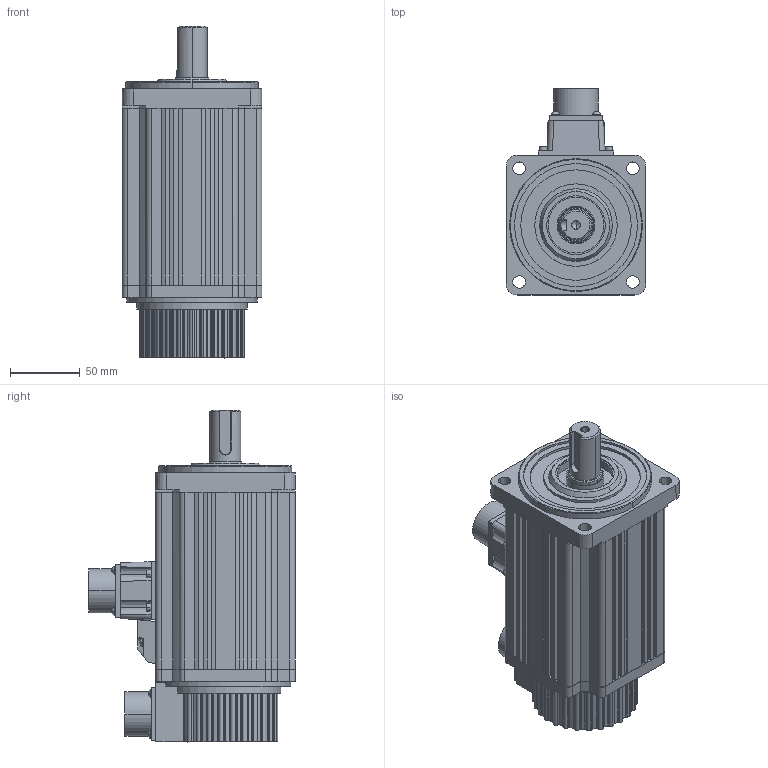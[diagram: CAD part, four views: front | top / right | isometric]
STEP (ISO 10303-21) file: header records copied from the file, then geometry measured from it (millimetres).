
FILE_DESCRIPTION (( 'STEP AP214' ), '1' );
FILE_NAME ('SV2L-x10B coord fxt.STEP', '2022-10-05T12:15:42', ( '' ), ( '' ), 'SwSTEP 2.0', 'SolidWorks 2021', '' );
FILE_SCHEMA (( 'AUTOMOTIVE_DESIGN' ));
Length unit declared in the file: inch
Products named in the file (1): SV2L-x10B coord fxt
Bounding box: 100 x 147.75 x 237.5 mm (x, y, z)
Volume: 1632638.8 mm3; surface area: 131154.7 mm2
Topology: 2 solids, 4 shells, 612 faces, 1570 edges, 1002 vertices
Faces by surface type: cylinder 269, plane 269, cone 39, bspline 23, torus 12
Entity records: 20447 total; most frequent: CARTESIAN_POINT 6261, ORIENTED_EDGE 3136, DIRECTION 2685, EDGE_CURVE 1568, AXIS2_PLACEMENT_3D 1025, VERTEX_POINT 1002, EDGE_LOOP 660, VECTOR 635
